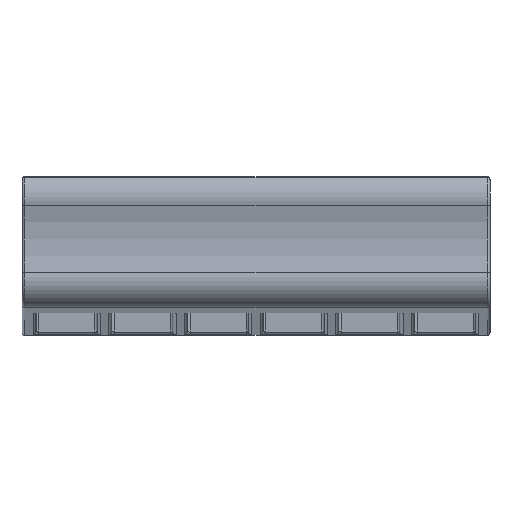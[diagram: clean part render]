
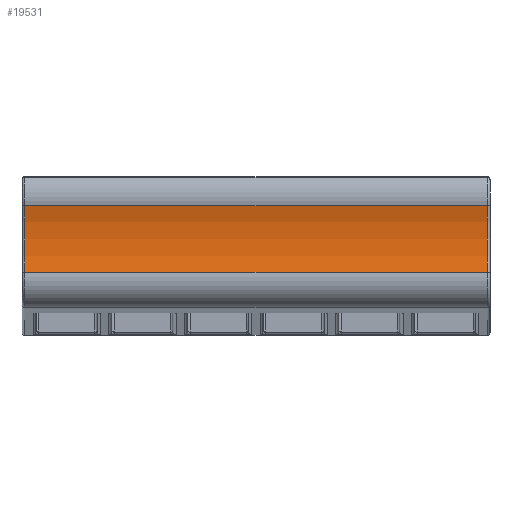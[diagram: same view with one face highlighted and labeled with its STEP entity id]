
A CAD part, front view. The second image highlights one B-rep face of the part: STEP entity #19531.
In plain terms, the highlighted cylindrical face has radius 22.5 mm (diameter 45 mm), a partial arc.
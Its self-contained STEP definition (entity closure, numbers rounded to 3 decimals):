
#56 = EDGE_CURVE ( 'NONE', #884, #7214, #4690, .T. ) ;
#217 = CARTESIAN_POINT ( 'NONE',  ( 0.5, -4.822, 3.822 ) ) ;
#388 = VERTEX_POINT ( 'NONE', #23313 ) ;
#521 = CARTESIAN_POINT ( 'NONE',  ( 83.5, -26.521, 9.773 ) ) ;
#641 = FACE_OUTER_BOUND ( 'NONE', #22159, .T. ) ;
#785 = CARTESIAN_POINT ( 'NONE',  ( 83., -26.521, 9.773 ) ) ;
#884 = VERTEX_POINT ( 'NONE', #19964 ) ;
#921 = CIRCLE ( 'NONE', #22953, 22.5 ) ;
#1209 = CARTESIAN_POINT ( 'NONE',  ( 83.5, -4.822, 15.724 ) ) ;
#2915 = CARTESIAN_POINT ( 'NONE',  ( 0.5, -4.822, 15.724 ) ) ;
#3402 = CARTESIAN_POINT ( 'NONE',  ( 0.5, -26.521, 9.773 ) ) ;
#4605 = ORIENTED_EDGE ( 'NONE', *, *, #15191, .T. ) ;
#4690 = LINE ( 'NONE', #1209, #16374 ) ;
#5186 = CARTESIAN_POINT ( 'NONE',  ( 83.5, -4.822, 3.822 ) ) ;
#6330 = DIRECTION ( 'NONE',  ( 0., 0., 1. ) ) ;
#6539 = DIRECTION ( 'NONE',  ( 0., 0., 1. ) ) ;
#7214 = VERTEX_POINT ( 'NONE', #2915 ) ;
#8008 = DIRECTION ( 'NONE',  ( 0., 0., 1. ) ) ;
#8085 = EDGE_CURVE ( 'NONE', #388, #884, #9073, .T. ) ;
#9073 = CIRCLE ( 'NONE', #21089, 22.5 ) ;
#12538 = ORIENTED_EDGE ( 'NONE', *, *, #8085, .T. ) ;
#13611 = VECTOR ( 'NONE', #19830, 1000. ) ;
#14145 = DIRECTION ( 'NONE',  ( -1., 0., 0. ) ) ;
#14487 = ORIENTED_EDGE ( 'NONE', *, *, #21723, .F. ) ;
#15191 = EDGE_CURVE ( 'NONE', #7214, #23484, #921, .T. ) ;
#15389 = DIRECTION ( 'NONE',  ( -1., 0., 0. ) ) ;
#16374 = VECTOR ( 'NONE', #14145, 1000. ) ;
#16763 = AXIS2_PLACEMENT_3D ( 'NONE', #521, #15389, #8008 ) ;
#17338 = DIRECTION ( 'NONE',  ( 1., 0., 0. ) ) ;
#19531 = ADVANCED_FACE ( 'NONE', ( #641 ), #22894, .F. ) ;
#19583 = LINE ( 'NONE', #5186, #13611 ) ;
#19830 = DIRECTION ( 'NONE',  ( -1., 0., 0. ) ) ;
#19964 = CARTESIAN_POINT ( 'NONE',  ( 83., -4.822, 15.724 ) ) ;
#21089 = AXIS2_PLACEMENT_3D ( 'NONE', #785, #17338, #6330 ) ;
#21092 = ORIENTED_EDGE ( 'NONE', *, *, #56, .T. ) ;
#21723 = EDGE_CURVE ( 'NONE', #388, #23484, #19583, .T. ) ;
#22159 = EDGE_LOOP ( 'NONE', ( #14487, #12538, #21092, #4605 ) ) ;
#22894 = CYLINDRICAL_SURFACE ( 'NONE', #16763, 22.5 ) ;
#22953 = AXIS2_PLACEMENT_3D ( 'NONE', #3402, #23265, #6539 ) ;
#23265 = DIRECTION ( 'NONE',  ( -1., 0., 0. ) ) ;
#23313 = CARTESIAN_POINT ( 'NONE',  ( 83., -4.822, 3.822 ) ) ;
#23484 = VERTEX_POINT ( 'NONE', #217 ) ;
